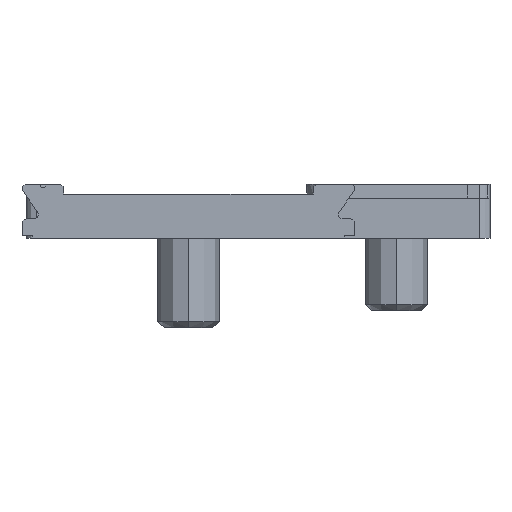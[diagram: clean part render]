
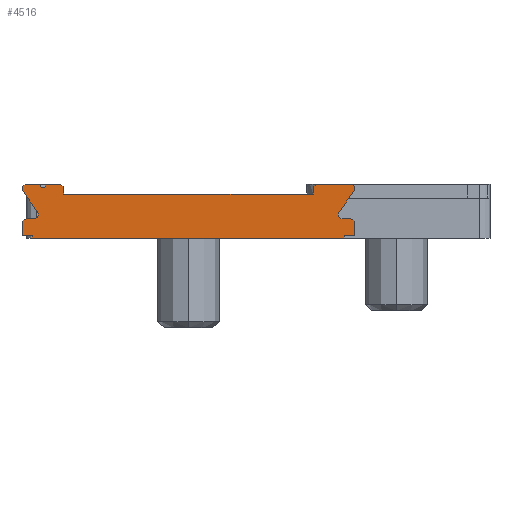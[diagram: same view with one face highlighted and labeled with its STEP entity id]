
A CAD part, left-side view. The second image highlights one B-rep face of the part: STEP entity #4516.
In plain terms, the highlighted planar face has unit normal (-1, 0, 0).
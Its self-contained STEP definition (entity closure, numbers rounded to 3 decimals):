
#44=DIRECTION('',(0.,0.,-1.));
#45=VECTOR('',#44,0.25);
#46=CARTESIAN_POINT('',(0.,-2.,0.25));
#47=LINE('',#46,#45);
#52=DIRECTION('',(0.,-1.,0.));
#53=VECTOR('',#52,12.);
#54=CARTESIAN_POINT('',(0.,-2.,0.));
#55=LINE('',#54,#53);
#59=DIRECTION('',(0.,0.,1.));
#60=VECTOR('',#59,0.25);
#61=CARTESIAN_POINT('',(0.,-14.,0.));
#62=LINE('',#61,#60);
#66=CARTESIAN_POINT('',(0.,-14.2,0.25));
#67=DIRECTION('',(1.,0.,0.));
#68=DIRECTION('',(0.,1.,0.));
#69=AXIS2_PLACEMENT_3D('',#66,#67,#68);
#74=DIRECTION('',(0.,-1.,0.));
#75=VECTOR('',#74,1.65);
#76=CARTESIAN_POINT('',(0.,-14.2,0.45));
#77=LINE('',#76,#75);
#81=CARTESIAN_POINT('',(0.,-15.85,0.3));
#82=DIRECTION('',(1.,0.,0.));
#83=DIRECTION('',(0.,0.,1.));
#84=AXIS2_PLACEMENT_3D('',#81,#82,#83);
#89=DIRECTION('',(0.,0.,-1.));
#90=VECTOR('',#89,0.047);
#91=CARTESIAN_POINT('',(0.,-16.,0.3));
#92=LINE('',#91,#90);
#96=CARTESIAN_POINT('',(0.,-15.85,0.253));
#97=DIRECTION('',(1.,0.,0.));
#98=DIRECTION('',(0.,-1.,0.));
#99=AXIS2_PLACEMENT_3D('',#96,#97,#98);
#104=DIRECTION('',(0.,0.574,-0.819));
#105=VECTOR('',#104,1.285);
#106=CARTESIAN_POINT('',(0.,-15.973,0.167));
#107=LINE('',#106,#105);
#111=CARTESIAN_POINT('',(0.,-15.4,-1.));
#112=DIRECTION('',(-1.,0.,0.));
#113=DIRECTION('',(0.,0.819,0.574));
#114=AXIS2_PLACEMENT_3D('',#111,#112,#113);
#119=DIRECTION('',(0.,-1.,0.));
#120=VECTOR('',#119,0.4);
#121=CARTESIAN_POINT('',(0.,-15.4,-1.2));
#122=LINE('',#121,#120);
#126=CARTESIAN_POINT('',(0.,-15.8,-1.4));
#127=DIRECTION('',(1.,0.,0.));
#128=DIRECTION('',(0.,0.,1.));
#129=AXIS2_PLACEMENT_3D('',#126,#127,#128);
#134=DIRECTION('',(0.,0.,-1.));
#135=VECTOR('',#134,0.6);
#136=CARTESIAN_POINT('',(0.,-16.,-1.4));
#137=LINE('',#136,#135);
#141=DIRECTION('',(0.,1.,0.));
#142=VECTOR('',#141,0.5);
#143=CARTESIAN_POINT('',(0.,-16.,-2.));
#144=LINE('',#143,#142);
#148=DIRECTION('',(0.,0.,-1.));
#149=VECTOR('',#148,0.13);
#150=CARTESIAN_POINT('',(0.,-15.5,-2.));
#151=LINE('',#150,#149);
#155=DIRECTION('',(0.,1.,0.));
#156=VECTOR('',#155,15.);
#157=CARTESIAN_POINT('',(0.,-15.5,-2.13));
#158=LINE('',#157,#156);
#162=DIRECTION('',(0.,0.,1.));
#163=VECTOR('',#162,0.13);
#164=CARTESIAN_POINT('',(0.,-0.5,-2.13));
#165=LINE('',#164,#163);
#169=DIRECTION('',(0.,1.,0.));
#170=VECTOR('',#169,0.5);
#171=CARTESIAN_POINT('',(0.,-0.5,-2.));
#172=LINE('',#171,#170);
#176=DIRECTION('',(0.,0.,1.));
#177=VECTOR('',#176,0.6);
#178=CARTESIAN_POINT('',(0.,0.,-2.));
#179=LINE('',#178,#177);
#183=CARTESIAN_POINT('',(0.,-0.2,-1.4));
#184=DIRECTION('',(1.,0.,0.));
#185=DIRECTION('',(0.,1.,0.));
#186=AXIS2_PLACEMENT_3D('',#183,#184,#185);
#191=DIRECTION('',(0.,-1.,0.));
#192=VECTOR('',#191,0.4);
#193=CARTESIAN_POINT('',(0.,-0.2,-1.2));
#194=LINE('',#193,#192);
#198=CARTESIAN_POINT('',(0.,-0.6,-1.));
#199=DIRECTION('',(-1.,0.,0.));
#200=DIRECTION('',(0.,0.,-1.));
#201=AXIS2_PLACEMENT_3D('',#198,#199,#200);
#206=DIRECTION('',(0.,0.574,0.819));
#207=VECTOR('',#206,1.285);
#208=CARTESIAN_POINT('',(0.,-0.764,-0.885));
#209=LINE('',#208,#207);
#213=CARTESIAN_POINT('',(0.,-0.15,0.253));
#214=DIRECTION('',(1.,0.,0.));
#215=DIRECTION('',(0.,0.819,-0.574));
#216=AXIS2_PLACEMENT_3D('',#213,#214,#215);
#221=DIRECTION('',(0.,0.,1.));
#222=VECTOR('',#221,0.047);
#223=CARTESIAN_POINT('',(0.,0.,0.253));
#224=LINE('',#223,#222);
#228=CARTESIAN_POINT('',(0.,-0.15,0.3));
#229=DIRECTION('',(1.,0.,0.));
#230=DIRECTION('',(0.,1.,0.));
#231=AXIS2_PLACEMENT_3D('',#228,#229,#230);
#236=DIRECTION('',(0.,-1.,0.));
#237=VECTOR('',#236,0.7);
#238=CARTESIAN_POINT('',(0.,-0.15,0.45));
#239=LINE('',#238,#237);
#243=CARTESIAN_POINT('',(0.,-1.,0.45));
#244=DIRECTION('',(-1.,0.,0.));
#245=DIRECTION('',(0.,1.,0.));
#246=AXIS2_PLACEMENT_3D('',#243,#244,#245);
#251=DIRECTION('',(0.,-1.,0.));
#252=VECTOR('',#251,0.65);
#253=CARTESIAN_POINT('',(0.,-1.15,0.45));
#254=LINE('',#253,#252);
#258=CARTESIAN_POINT('',(0.,-1.8,0.25));
#259=DIRECTION('',(1.,0.,0.));
#260=DIRECTION('',(0.,0.,1.));
#261=AXIS2_PLACEMENT_3D('',#258,#259,#260);
#3769=CARTESIAN_POINT('',(0.,-14.,0.25));
#3770=CARTESIAN_POINT('',(0.,-14.2,0.45));
#3771=VERTEX_POINT('',#3769);
#3772=VERTEX_POINT('',#3770);
#3773=CARTESIAN_POINT('',(0.,-15.85,0.45));
#3774=VERTEX_POINT('',#3773);
#3775=CARTESIAN_POINT('',(0.,-16.,0.3));
#3776=VERTEX_POINT('',#3775);
#3777=CARTESIAN_POINT('',(0.,-16.,0.253));
#3778=VERTEX_POINT('',#3777);
#3779=CARTESIAN_POINT('',(0.,-15.973,0.167));
#3780=VERTEX_POINT('',#3779);
#3781=CARTESIAN_POINT('',(0.,-15.236,-0.885));
#3782=VERTEX_POINT('',#3781);
#3783=CARTESIAN_POINT('',(0.,-15.4,-1.2));
#3784=VERTEX_POINT('',#3783);
#3785=CARTESIAN_POINT('',(0.,-15.8,-1.2));
#3786=VERTEX_POINT('',#3785);
#3787=CARTESIAN_POINT('',(0.,-16.,-1.4));
#3788=VERTEX_POINT('',#3787);
#3789=CARTESIAN_POINT('',(0.,-16.,-2.));
#3790=VERTEX_POINT('',#3789);
#3791=CARTESIAN_POINT('',(0.,-15.5,-2.));
#3792=VERTEX_POINT('',#3791);
#3793=CARTESIAN_POINT('',(0.,-15.5,-2.13));
#3794=VERTEX_POINT('',#3793);
#3795=CARTESIAN_POINT('',(0.,-0.5,-2.13));
#3796=VERTEX_POINT('',#3795);
#3797=CARTESIAN_POINT('',(0.,-0.5,-2.));
#3798=VERTEX_POINT('',#3797);
#3799=CARTESIAN_POINT('',(0.,0.,-2.));
#3800=VERTEX_POINT('',#3799);
#3801=CARTESIAN_POINT('',(0.,0.,-1.4));
#3802=VERTEX_POINT('',#3801);
#3803=CARTESIAN_POINT('',(0.,-0.2,-1.2));
#3804=VERTEX_POINT('',#3803);
#3805=CARTESIAN_POINT('',(0.,-0.6,-1.2));
#3806=VERTEX_POINT('',#3805);
#3807=CARTESIAN_POINT('',(0.,-0.764,-0.885));
#3808=VERTEX_POINT('',#3807);
#3809=CARTESIAN_POINT('',(0.,-0.027,0.167));
#3810=VERTEX_POINT('',#3809);
#3811=CARTESIAN_POINT('',(0.,0.,0.253));
#3812=VERTEX_POINT('',#3811);
#3813=CARTESIAN_POINT('',(0.,0.,0.3));
#3814=VERTEX_POINT('',#3813);
#3815=CARTESIAN_POINT('',(0.,-0.15,0.45));
#3816=VERTEX_POINT('',#3815);
#3817=CARTESIAN_POINT('',(0.,-0.85,0.45));
#3818=VERTEX_POINT('',#3817);
#3819=CARTESIAN_POINT('',(0.,-1.15,0.45));
#3820=VERTEX_POINT('',#3819);
#3821=CARTESIAN_POINT('',(0.,-1.8,0.45));
#3822=VERTEX_POINT('',#3821);
#3823=CARTESIAN_POINT('',(0.,-2.,0.25));
#3824=VERTEX_POINT('',#3823);
#4089=CARTESIAN_POINT('',(0.,-2.,0.));
#4091=VERTEX_POINT('',#4089);
#4097=CARTESIAN_POINT('',(0.,-14.,0.));
#4099=VERTEX_POINT('',#4097);
#4449=CARTESIAN_POINT('',(0.,0.,0.));
#4450=DIRECTION('',(1.,0.,0.));
#4451=DIRECTION('',(0.,1.,0.));
#4452=AXIS2_PLACEMENT_3D('',#4449,#4450,#4451);
#4453=PLANE('',#4452);
#4455=ORIENTED_EDGE('',*,*,#4454,.T.);
#4457=ORIENTED_EDGE('',*,*,#4456,.T.);
#4459=ORIENTED_EDGE('',*,*,#4458,.T.);
#4461=ORIENTED_EDGE('',*,*,#4460,.T.);
#4463=ORIENTED_EDGE('',*,*,#4462,.T.);
#4465=ORIENTED_EDGE('',*,*,#4464,.T.);
#4467=ORIENTED_EDGE('',*,*,#4466,.T.);
#4469=ORIENTED_EDGE('',*,*,#4468,.T.);
#4471=ORIENTED_EDGE('',*,*,#4470,.T.);
#4473=ORIENTED_EDGE('',*,*,#4472,.T.);
#4475=ORIENTED_EDGE('',*,*,#4474,.T.);
#4477=ORIENTED_EDGE('',*,*,#4476,.T.);
#4479=ORIENTED_EDGE('',*,*,#4478,.T.);
#4481=ORIENTED_EDGE('',*,*,#4480,.T.);
#4483=ORIENTED_EDGE('',*,*,#4482,.T.);
#4485=ORIENTED_EDGE('',*,*,#4484,.T.);
#4487=ORIENTED_EDGE('',*,*,#4486,.T.);
#4489=ORIENTED_EDGE('',*,*,#4488,.T.);
#4491=ORIENTED_EDGE('',*,*,#4490,.T.);
#4493=ORIENTED_EDGE('',*,*,#4492,.T.);
#4495=ORIENTED_EDGE('',*,*,#4494,.T.);
#4497=ORIENTED_EDGE('',*,*,#4496,.T.);
#4499=ORIENTED_EDGE('',*,*,#4498,.T.);
#4501=ORIENTED_EDGE('',*,*,#4500,.T.);
#4503=ORIENTED_EDGE('',*,*,#4502,.T.);
#4505=ORIENTED_EDGE('',*,*,#4504,.T.);
#4507=ORIENTED_EDGE('',*,*,#4506,.T.);
#4509=ORIENTED_EDGE('',*,*,#4508,.T.);
#4511=ORIENTED_EDGE('',*,*,#4510,.T.);
#4513=ORIENTED_EDGE('',*,*,#4512,.T.);
#4514=EDGE_LOOP('',(#4455,#4457,#4459,#4461,#4463,#4465,#4467,#4469,#4471,#4473,
#4475,#4477,#4479,#4481,#4483,#4485,#4487,#4489,#4491,#4493,#4495,#4497,#4499,
#4501,#4503,#4505,#4507,#4509,#4511,#4513));
#4515=FACE_OUTER_BOUND('',#4514,.F.);
#70=CIRCLE('',#69,0.2);
#85=CIRCLE('',#84,0.15);
#100=CIRCLE('',#99,0.15);
#115=CIRCLE('',#114,0.2);
#130=CIRCLE('',#129,0.2);
#187=CIRCLE('',#186,0.2);
#202=CIRCLE('',#201,0.2);
#217=CIRCLE('',#216,0.15);
#232=CIRCLE('',#231,0.15);
#247=CIRCLE('',#246,0.15);
#262=CIRCLE('',#261,0.2);
#4454=EDGE_CURVE('',#3824,#4091,#47,.T.);
#4456=EDGE_CURVE('',#4091,#4099,#55,.T.);
#4458=EDGE_CURVE('',#4099,#3771,#62,.T.);
#4460=EDGE_CURVE('',#3771,#3772,#70,.T.);
#4462=EDGE_CURVE('',#3772,#3774,#77,.T.);
#4464=EDGE_CURVE('',#3774,#3776,#85,.T.);
#4466=EDGE_CURVE('',#3776,#3778,#92,.T.);
#4468=EDGE_CURVE('',#3778,#3780,#100,.T.);
#4470=EDGE_CURVE('',#3780,#3782,#107,.T.);
#4472=EDGE_CURVE('',#3782,#3784,#115,.T.);
#4474=EDGE_CURVE('',#3784,#3786,#122,.T.);
#4476=EDGE_CURVE('',#3786,#3788,#130,.T.);
#4478=EDGE_CURVE('',#3788,#3790,#137,.T.);
#4480=EDGE_CURVE('',#3790,#3792,#144,.T.);
#4482=EDGE_CURVE('',#3792,#3794,#151,.T.);
#4484=EDGE_CURVE('',#3794,#3796,#158,.T.);
#4486=EDGE_CURVE('',#3796,#3798,#165,.T.);
#4488=EDGE_CURVE('',#3798,#3800,#172,.T.);
#4490=EDGE_CURVE('',#3800,#3802,#179,.T.);
#4492=EDGE_CURVE('',#3802,#3804,#187,.T.);
#4494=EDGE_CURVE('',#3804,#3806,#194,.T.);
#4496=EDGE_CURVE('',#3806,#3808,#202,.T.);
#4498=EDGE_CURVE('',#3808,#3810,#209,.T.);
#4500=EDGE_CURVE('',#3810,#3812,#217,.T.);
#4502=EDGE_CURVE('',#3812,#3814,#224,.T.);
#4504=EDGE_CURVE('',#3814,#3816,#232,.T.);
#4506=EDGE_CURVE('',#3816,#3818,#239,.T.);
#4508=EDGE_CURVE('',#3818,#3820,#247,.T.);
#4510=EDGE_CURVE('',#3820,#3822,#254,.T.);
#4512=EDGE_CURVE('',#3822,#3824,#262,.T.);
#4516=ADVANCED_FACE('',(#4515),#4453,.F.);
